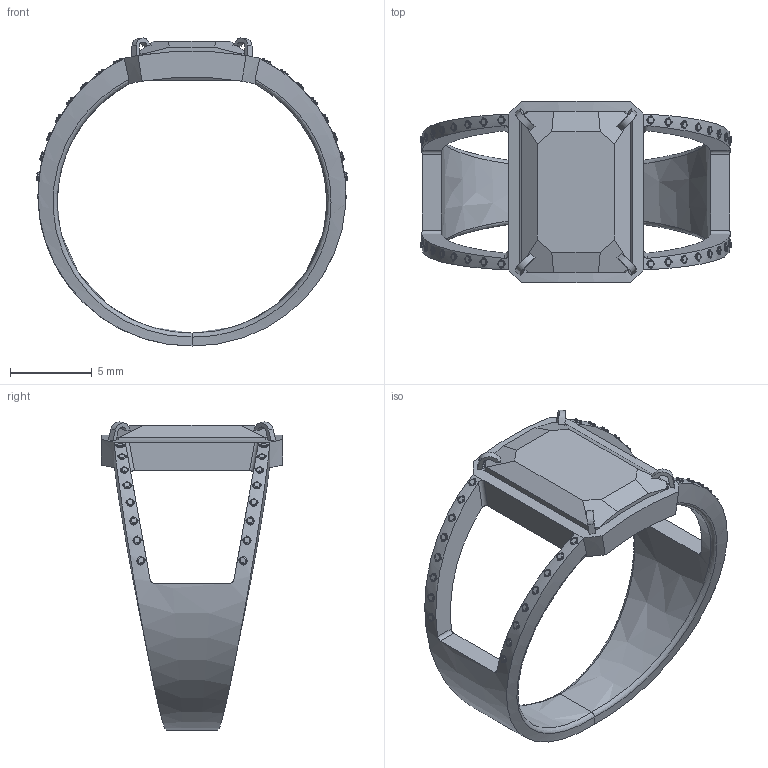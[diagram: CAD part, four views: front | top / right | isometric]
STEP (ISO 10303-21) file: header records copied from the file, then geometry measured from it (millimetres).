
FILE_DESCRIPTION(('FreeCAD Model'),'2;1');
FILE_NAME('Open CASCADE Shape Model','2025-04-25T17:07:01',('FreeCAD'),( 'FreeCAD'),'Open CASCADE STEP processor 7.6','FreeCAD','Unknown');
FILE_SCHEMA(('AUTOMOTIVE_DESIGN { 1 0 10303 214 1 1 1 1 }'));
Products named in the file (1): Open CASCADE STEP translator 7.6 1
Bounding box: 19.04 x 11.11 x 18.82 mm (x, y, z)
Volume: 350.4 mm3; surface area: 867.9 mm2
Topology: 162 solids, 162 shells, 3135 faces, 7691 edges, 4922 vertices
Faces by surface type: plane 2009, bspline 572, cone 384, cylinder 170
Full cylindrical faces by diameter (mm): 0.406 x32
Entity records: 99633 total; most frequent: CARTESIAN_POINT 31365, ORIENTED_EDGE 15362, DIRECTION 11781, EDGE_CURVE 7681, VERTEX_POINT 4902, LINE 4505, VECTOR 4505, AXIS2_PLACEMENT_3D 3638
